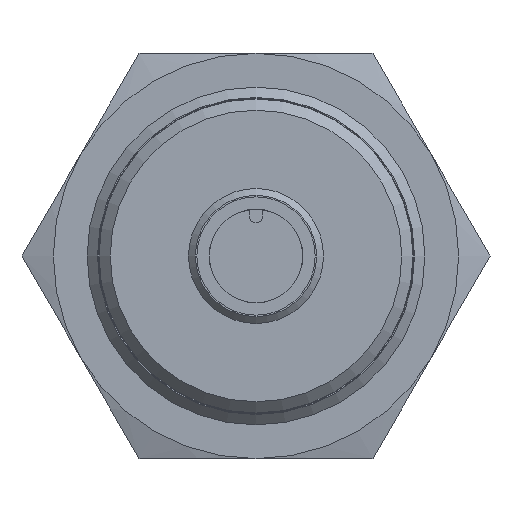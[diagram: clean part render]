
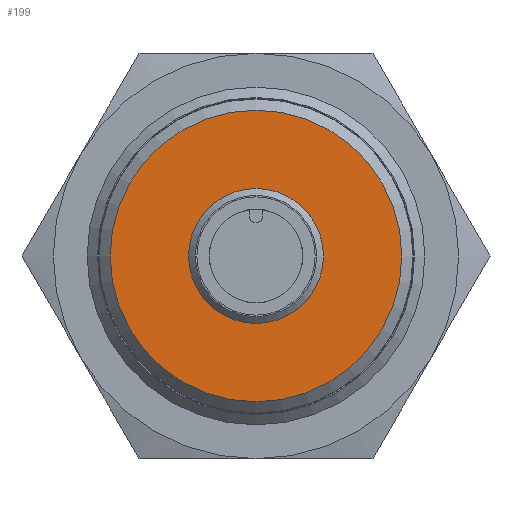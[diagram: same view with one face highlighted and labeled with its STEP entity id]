
A CAD part, left-side view. The second image highlights one B-rep face of the part: STEP entity #199.
In plain terms, the highlighted planar face has unit normal (-1, 0, 0).
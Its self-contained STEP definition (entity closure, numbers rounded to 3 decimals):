
#199 = ADVANCED_FACE( '', ( #285, #286 ), #287, .F. );
#285 = FACE_OUTER_BOUND( '', #421, .T. );
#286 = FACE_BOUND( '', #422, .T. );
#287 = PLANE( '', #423 );
#421 = EDGE_LOOP( '', ( #610 ) );
#422 = EDGE_LOOP( '', ( #611 ) );
#423 = AXIS2_PLACEMENT_3D( '', #612, #613, #614 );
#610 = ORIENTED_EDGE( '', *, *, #856, .F. );
#611 = ORIENTED_EDGE( '', *, *, #841, .T. );
#612 = CARTESIAN_POINT( '', ( 13., 0., 0. ) );
#613 = DIRECTION( '', ( 1., 0., 0. ) );
#614 = DIRECTION( '', ( 0., 0., -1. ) );
#841 = EDGE_CURVE( '', #931, #931, #932, .T. );
#856 = EDGE_CURVE( '', #960, #960, #961, .T. );
#931 = VERTEX_POINT( '', #1080 );
#932 = CIRCLE( '', #1081, 5.25 );
#960 = VERTEX_POINT( '', #1262 );
#961 = CIRCLE( '', #1263, 12.95 );
#1080 = CARTESIAN_POINT( '', ( 13., 0., -5.25 ) );
#1081 = AXIS2_PLACEMENT_3D( '', #1501, #1502, #1503 );
#1262 = CARTESIAN_POINT( '', ( 13., 0., -12.95 ) );
#1263 = AXIS2_PLACEMENT_3D( '', #1532, #1533, #1534 );
#1501 = CARTESIAN_POINT( '', ( 13., 0., 0. ) );
#1502 = DIRECTION( '', ( 1., 0., 0. ) );
#1503 = DIRECTION( '', ( 0., 0., -1. ) );
#1532 = CARTESIAN_POINT( '', ( 13., 0., 0. ) );
#1533 = DIRECTION( '', ( 1., 0., 0. ) );
#1534 = DIRECTION( '', ( 0., 0., -1. ) );
